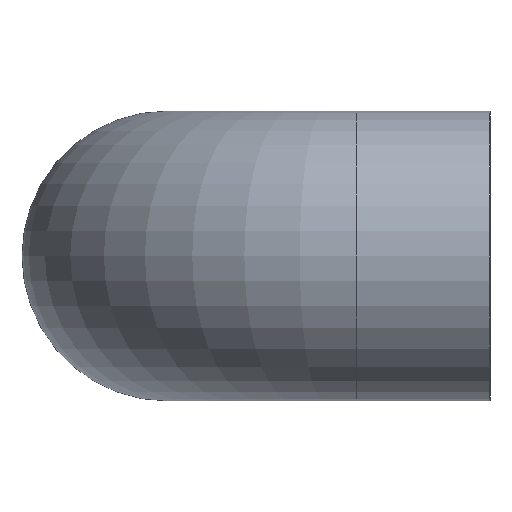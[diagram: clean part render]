
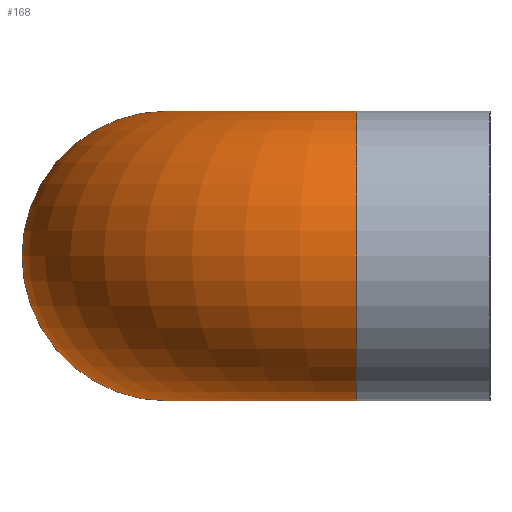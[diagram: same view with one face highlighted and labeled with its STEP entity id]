
A CAD part, left-side view. The second image highlights one B-rep face of the part: STEP entity #168.
In plain terms, the highlighted toroidal (fillet/blend) face has major radius 187.5 mm and minor radius 143 mm.
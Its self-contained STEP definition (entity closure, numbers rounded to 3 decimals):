
#36=FACE_BOUND('',#78,.T.);
#50=FACE_OUTER_BOUND('',#77,.T.);
#77=EDGE_LOOP('',(#147));
#78=EDGE_LOOP('',(#148));
#84=CIRCLE('',#181,143.);
#90=CIRCLE('',#192,143.);
#98=VERTEX_POINT('',#273);
#104=VERTEX_POINT('',#290);
#112=EDGE_CURVE('',#98,#98,#84,.T.);
#118=EDGE_CURVE('',#104,#104,#90,.T.);
#147=ORIENTED_EDGE('',*,*,#112,.F.);
#148=ORIENTED_EDGE('',*,*,#118,.T.);
#154=TOROIDAL_SURFACE('',#198,187.5,143.);
#168=ADVANCED_FACE('',(#50,#36),#154,.T.);
#181=AXIS2_PLACEMENT_3D('',#274,#221,#222);
#192=AXIS2_PLACEMENT_3D('',#291,#243,#244);
#198=AXIS2_PLACEMENT_3D('',#299,#255,#256);
#221=DIRECTION('center_axis',(1.,0.,0.));
#222=DIRECTION('ref_axis',(0.,1.,0.));
#243=DIRECTION('center_axis',(0.,1.,0.));
#244=DIRECTION('ref_axis',(-1.,0.,0.));
#255=DIRECTION('center_axis',(0.,0.,-1.));
#256=DIRECTION('ref_axis',(-1.,0.,0.));
#273=CARTESIAN_POINT('',(187.5,176.,0.));
#274=CARTESIAN_POINT('Origin',(187.5,319.,0.));
#290=CARTESIAN_POINT('',(143.,131.5,0.));
#291=CARTESIAN_POINT('Origin',(0.,131.5,0.));
#299=CARTESIAN_POINT('Origin',(187.5,131.5,0.));
